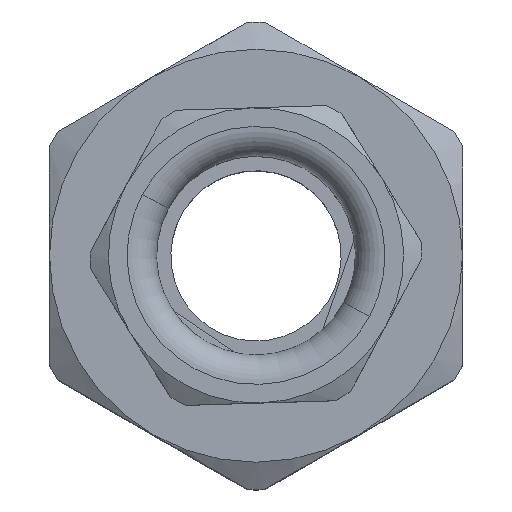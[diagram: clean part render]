
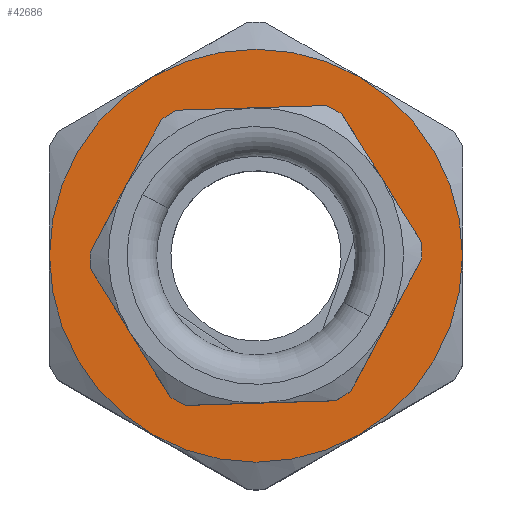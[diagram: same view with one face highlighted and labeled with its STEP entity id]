
A CAD part, top view. The second image highlights one B-rep face of the part: STEP entity #42686.
In plain terms, the highlighted planar face has unit normal (0, 0, 1).
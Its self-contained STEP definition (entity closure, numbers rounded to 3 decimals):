
#793 = CARTESIAN_POINT ( 'NONE',  ( -14.5, 0., 47. ) ) ;
#2124 = AXIS2_PLACEMENT_3D ( 'NONE', #28967, #24361, #5940 ) ;
#3203 = DIRECTION ( 'NONE',  ( 1., 0., 0. ) ) ;
#3965 = PLANE ( 'NONE',  #18330 ) ;
#4221 = DIRECTION ( 'NONE',  ( 0., 0., 1. ) ) ;
#4663 = ORIENTED_EDGE ( 'NONE', *, *, #57547, .T. ) ;
#5940 = DIRECTION ( 'NONE',  ( 1., 0., 0. ) ) ;
#8587 = ORIENTED_EDGE ( 'NONE', *, *, #50640, .T. ) ;
#9036 = EDGE_CURVE ( 'NONE', #30818, #55150, #28490, .T. ) ;
#13109 = DIRECTION ( 'NONE',  ( 1., 0., 0. ) ) ;
#13468 = DIRECTION ( 'NONE',  ( 0., 0., 1. ) ) ;
#14384 = DIRECTION ( 'NONE',  ( 1., 0., 0. ) ) ;
#16611 = DIRECTION ( 'NONE',  ( 0., 0., -1. ) ) ;
#17019 = CARTESIAN_POINT ( 'NONE',  ( 0., 0., 47. ) ) ;
#18330 = AXIS2_PLACEMENT_3D ( 'NONE', #18390, #13468, #14384 ) ;
#18390 = CARTESIAN_POINT ( 'NONE',  ( 0., 0., 47. ) ) ;
#18690 = FACE_BOUND ( 'NONE', #50107, .T. ) ;
#23690 = CIRCLE ( 'NONE', #31534, 20.976 ) ;
#24214 = AXIS2_PLACEMENT_3D ( 'NONE', #25832, #16611, #41376 ) ;
#24361 = DIRECTION ( 'NONE',  ( 0., 0., -1. ) ) ;
#25177 = CIRCLE ( 'NONE', #24214, 14.5 ) ;
#25200 = EDGE_LOOP ( 'NONE', ( #4663, #35769 ) ) ;
#25534 = ORIENTED_EDGE ( 'NONE', *, *, #57733, .T. ) ;
#25832 = CARTESIAN_POINT ( 'NONE',  ( 0., 0., 47. ) ) ;
#27156 = VERTEX_POINT ( 'NONE', #793 ) ;
#28490 = CIRCLE ( 'NONE', #39297, 20.976 ) ;
#28967 = CARTESIAN_POINT ( 'NONE',  ( 0., 0., 47. ) ) ;
#30818 = VERTEX_POINT ( 'NONE', #33272 ) ;
#31534 = AXIS2_PLACEMENT_3D ( 'NONE', #17019, #35732, #3203 ) ;
#33272 = CARTESIAN_POINT ( 'NONE',  ( -20.976, 0., 47. ) ) ;
#35732 = DIRECTION ( 'NONE',  ( 0., 0., 1. ) ) ;
#35769 = ORIENTED_EDGE ( 'NONE', *, *, #9036, .T. ) ;
#39297 = AXIS2_PLACEMENT_3D ( 'NONE', #60372, #4221, #13109 ) ;
#40368 = VERTEX_POINT ( 'NONE', #56077 ) ;
#41102 = CARTESIAN_POINT ( 'NONE',  ( 20.976, 0., 47. ) ) ;
#41376 = DIRECTION ( 'NONE',  ( 1., 0., 0. ) ) ;
#42686 = ADVANCED_FACE ( 'NONE', ( #18690, #46905 ), #3965, .T. ) ;
#46905 = FACE_OUTER_BOUND ( 'NONE', #25200, .T. ) ;
#50107 = EDGE_LOOP ( 'NONE', ( #8587, #25534 ) ) ;
#50640 = EDGE_CURVE ( 'NONE', #40368, #27156, #25177, .T. ) ;
#55150 = VERTEX_POINT ( 'NONE', #41102 ) ;
#56045 = CIRCLE ( 'NONE', #2124, 14.5 ) ;
#56077 = CARTESIAN_POINT ( 'NONE',  ( 14.5, 0., 47. ) ) ;
#57547 = EDGE_CURVE ( 'NONE', #55150, #30818, #23690, .T. ) ;
#57733 = EDGE_CURVE ( 'NONE', #27156, #40368, #56045, .T. ) ;
#60372 = CARTESIAN_POINT ( 'NONE',  ( 0., 0., 47. ) ) ;
